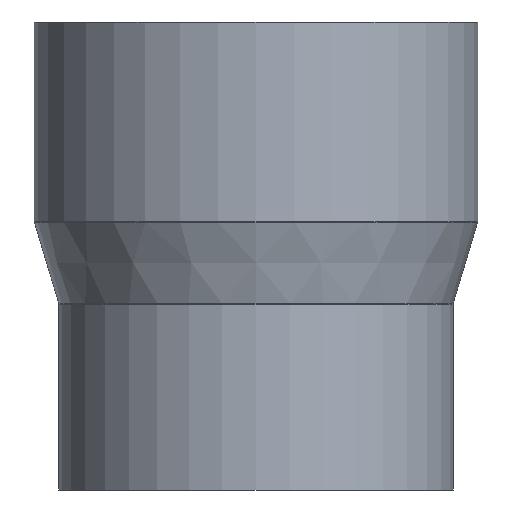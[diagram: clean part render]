
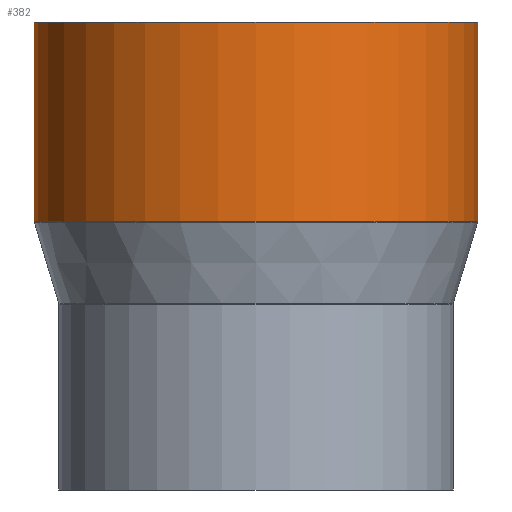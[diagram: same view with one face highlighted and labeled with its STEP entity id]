
A CAD part, front view. The second image highlights one B-rep face of the part: STEP entity #382.
In plain terms, the highlighted cylindrical face has radius 225 mm (diameter 450 mm), a partial arc.
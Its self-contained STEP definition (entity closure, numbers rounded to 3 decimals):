
#6 = ORIENTED_EDGE ( 'NONE', *, *, #164, .T. ) ;
#65 = EDGE_CURVE ( 'NONE', #321, #285, #348, .T. ) ;
#96 = EDGE_LOOP ( 'NONE', ( #445, #648, #6, #235 ) ) ;
#129 = EDGE_CURVE ( 'NONE', #321, #509, #627, .T. ) ;
#131 = CIRCLE ( 'NONE', #392, 225. ) ;
#151 = CARTESIAN_POINT ( 'NONE',  ( 0., 0., -16.533 ) ) ;
#164 = EDGE_CURVE ( 'NONE', #285, #198, #363, .T. ) ;
#167 = DIRECTION ( 'NONE',  ( 0., 0., -1. ) ) ;
#176 = CARTESIAN_POINT ( 'NONE',  ( 0., 0., 236.864 ) ) ;
#198 = VERTEX_POINT ( 'NONE', #423 ) ;
#207 = CARTESIAN_POINT ( 'NONE',  ( 225., 0., -16.533 ) ) ;
#213 = EDGE_CURVE ( 'NONE', #509, #198, #131, .T. ) ;
#217 = CARTESIAN_POINT ( 'NONE',  ( 0., 0., 34.159 ) ) ;
#235 = ORIENTED_EDGE ( 'NONE', *, *, #213, .F. ) ;
#244 = DIRECTION ( 'NONE',  ( 0., 0., -1. ) ) ;
#277 = AXIS2_PLACEMENT_3D ( 'NONE', #151, #244, #622 ) ;
#285 = VERTEX_POINT ( 'NONE', #526 ) ;
#321 = VERTEX_POINT ( 'NONE', #461 ) ;
#336 = DIRECTION ( 'NONE',  ( -1., 0., 0. ) ) ;
#340 = VECTOR ( 'NONE', #167, 1000. ) ;
#348 = CIRCLE ( 'NONE', #576, 225. ) ;
#358 = VECTOR ( 'NONE', #610, 1000. ) ;
#363 = LINE ( 'NONE', #408, #358 ) ;
#382 = ADVANCED_FACE ( 'NONE', ( #489 ), #652, .T. ) ;
#392 = AXIS2_PLACEMENT_3D ( 'NONE', #217, #567, #336 ) ;
#408 = CARTESIAN_POINT ( 'NONE',  ( -225., 0., -16.533 ) ) ;
#423 = CARTESIAN_POINT ( 'NONE',  ( -225., 0., 34.159 ) ) ;
#445 = ORIENTED_EDGE ( 'NONE', *, *, #129, .F. ) ;
#461 = CARTESIAN_POINT ( 'NONE',  ( 225., 0., 236.864 ) ) ;
#489 = FACE_OUTER_BOUND ( 'NONE', #96, .T. ) ;
#509 = VERTEX_POINT ( 'NONE', #636 ) ;
#526 = CARTESIAN_POINT ( 'NONE',  ( -225., 0., 236.864 ) ) ;
#527 = DIRECTION ( 'NONE',  ( 0., 0., -1. ) ) ;
#535 = DIRECTION ( 'NONE',  ( -1., 0., 0. ) ) ;
#567 = DIRECTION ( 'NONE',  ( 0., 0., -1. ) ) ;
#576 = AXIS2_PLACEMENT_3D ( 'NONE', #176, #527, #535 ) ;
#610 = DIRECTION ( 'NONE',  ( 0., 0., -1. ) ) ;
#622 = DIRECTION ( 'NONE',  ( -1., 0., 0. ) ) ;
#627 = LINE ( 'NONE', #207, #340 ) ;
#636 = CARTESIAN_POINT ( 'NONE',  ( 225., 0., 34.159 ) ) ;
#648 = ORIENTED_EDGE ( 'NONE', *, *, #65, .T. ) ;
#652 = CYLINDRICAL_SURFACE ( 'NONE', #277, 225. ) ;
